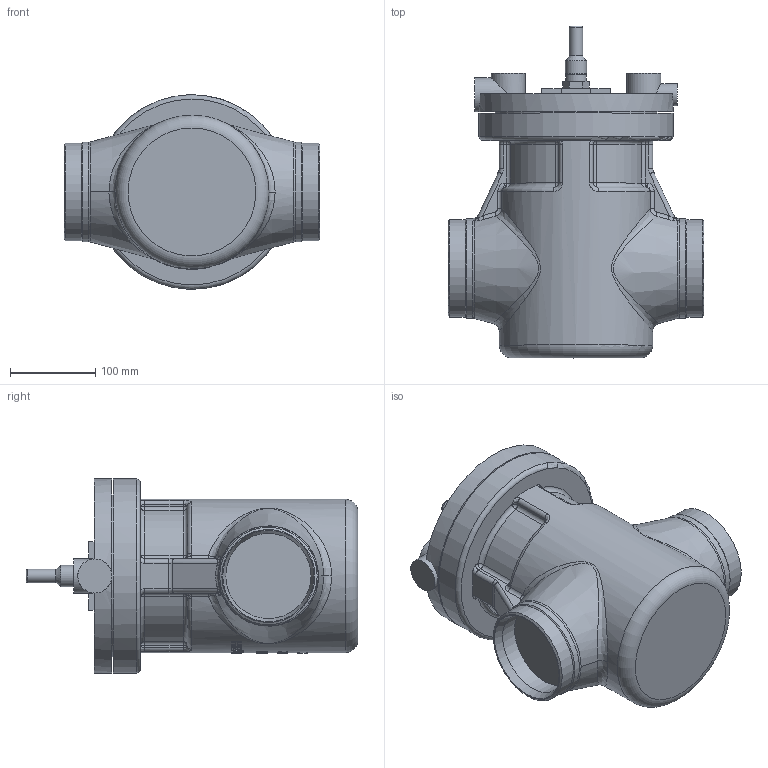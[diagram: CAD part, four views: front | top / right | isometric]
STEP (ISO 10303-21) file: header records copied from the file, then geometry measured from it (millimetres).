
FILE_DESCRIPTION(('TFLEX Exchange Step'),'2;1');
FILE_NAME('027B3100R.stp', '2024-07-02T16:05:49+03:00',('RUCO3378'),('Unknown organisation'),'TFLEX Exchange 2024.4','T-FLEX CAD','Unknown authorisation');
FILE_SCHEMA( ('AP203_CONFIGURATION_CONTROLLED_3D_DESIGN_OF_MECHANICAL_PARTS_AND_ASSEMBLIES_MIM_LF') );
Length unit declared in the file: millimetre
Products named in the file (1): Assembly
Bounding box: 300 x 389.2 x 228 mm (x, y, z)
Volume: 9774997.1 mm3; surface area: 369335.7 mm2
Topology: 1 solids, 1 shells, 522 faces, 1357 edges, 874 vertices
Faces by surface type: bspline 205, plane 171, cylinder 92, torus 25, sphere 16, cone 13
Full cylindrical faces by diameter (mm): 16 x2, 24 x1, 25 x1, 26 x2, 40 x3, 100 x2, 114.3 x2, 117 x2, 180 x1, 190 x1, 228 x1
Entity records: 24710 total; most frequent: CARTESIAN_POINT 13534, ORIENTED_EDGE 2714, DIRECTION 1698, EDGE_CURVE 1357, VERTEX_POINT 874, AXIS2_PLACEMENT_3D 657, B_SPLINE_CURVE_WITH_KNOTS 630, EDGE_LOOP 559
